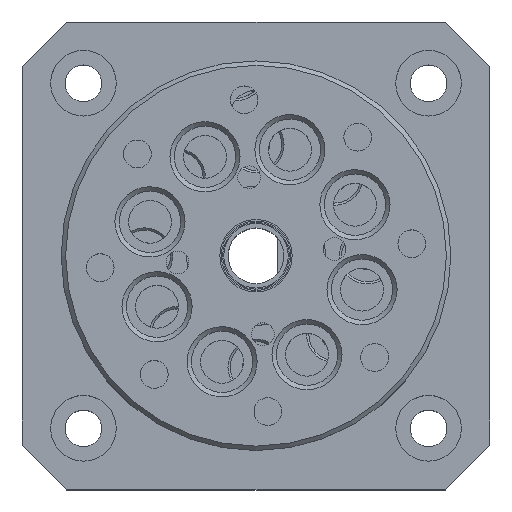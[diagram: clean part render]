
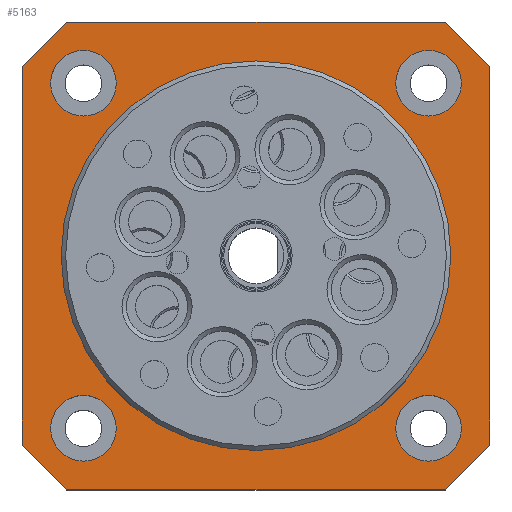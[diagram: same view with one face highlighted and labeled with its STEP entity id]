
A CAD part, top view. The second image highlights one B-rep face of the part: STEP entity #5163.
In plain terms, the highlighted planar face has unit normal (0, 0, 1).
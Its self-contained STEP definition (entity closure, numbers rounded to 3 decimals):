
#523=FACE_BOUND('',#1263,.T.);
#524=FACE_BOUND('',#1264,.T.);
#525=FACE_BOUND('',#1265,.T.);
#526=FACE_BOUND('',#1266,.T.);
#527=FACE_BOUND('',#1267,.T.);
#642=PLANE('',#5734);
#855=FACE_OUTER_BOUND('',#1262,.T.);
#1262=EDGE_LOOP('',(#4321,#4322,#4323,#4324,#4325,#4326,#4327,#4328));
#1263=EDGE_LOOP('',(#4329));
#1264=EDGE_LOOP('',(#4330));
#1265=EDGE_LOOP('',(#4331));
#1266=EDGE_LOOP('',(#4332));
#1267=EDGE_LOOP('',(#4333));
#1618=LINE('',#17660,#1924);
#1619=LINE('',#17662,#1925);
#1620=LINE('',#17664,#1926);
#1621=LINE('',#17666,#1927);
#1622=LINE('',#17668,#1928);
#1623=LINE('',#17670,#1929);
#1624=LINE('',#17672,#1930);
#1625=LINE('',#17673,#1931);
#1924=VECTOR('',#6751,10.);
#1925=VECTOR('',#6752,10.);
#1926=VECTOR('',#6753,10.);
#1927=VECTOR('',#6754,10.);
#1928=VECTOR('',#6755,10.);
#1929=VECTOR('',#6756,10.);
#1930=VECTOR('',#6757,10.);
#1931=VECTOR('',#6758,10.);
#2242=CIRCLE('',#5733,16.025);
#2243=CIRCLE('',#5735,2.95);
#2244=CIRCLE('',#5736,2.95);
#2245=CIRCLE('',#5737,2.95);
#2246=CIRCLE('',#5738,2.95);
#2618=VERTEX_POINT('',#17654);
#2619=VERTEX_POINT('',#17658);
#2620=VERTEX_POINT('',#17659);
#2621=VERTEX_POINT('',#17661);
#2622=VERTEX_POINT('',#17663);
#2623=VERTEX_POINT('',#17665);
#2624=VERTEX_POINT('',#17667);
#2625=VERTEX_POINT('',#17669);
#2626=VERTEX_POINT('',#17671);
#2627=VERTEX_POINT('',#17674);
#2628=VERTEX_POINT('',#17676);
#2629=VERTEX_POINT('',#17678);
#2630=VERTEX_POINT('',#17680);
#3216=EDGE_CURVE('',#2618,#2618,#2242,.T.);
#3218=EDGE_CURVE('',#2619,#2620,#1618,.T.);
#3219=EDGE_CURVE('',#2620,#2621,#1619,.T.);
#3220=EDGE_CURVE('',#2621,#2622,#1620,.T.);
#3221=EDGE_CURVE('',#2622,#2623,#1621,.T.);
#3222=EDGE_CURVE('',#2623,#2624,#1622,.T.);
#3223=EDGE_CURVE('',#2624,#2625,#1623,.T.);
#3224=EDGE_CURVE('',#2625,#2626,#1624,.T.);
#3225=EDGE_CURVE('',#2626,#2619,#1625,.T.);
#3226=EDGE_CURVE('',#2627,#2627,#2243,.T.);
#3227=EDGE_CURVE('',#2628,#2628,#2244,.T.);
#3228=EDGE_CURVE('',#2629,#2629,#2245,.T.);
#3229=EDGE_CURVE('',#2630,#2630,#2246,.T.);
#4321=ORIENTED_EDGE('',*,*,#3218,.T.);
#4322=ORIENTED_EDGE('',*,*,#3219,.T.);
#4323=ORIENTED_EDGE('',*,*,#3220,.T.);
#4324=ORIENTED_EDGE('',*,*,#3221,.T.);
#4325=ORIENTED_EDGE('',*,*,#3222,.T.);
#4326=ORIENTED_EDGE('',*,*,#3223,.T.);
#4327=ORIENTED_EDGE('',*,*,#3224,.T.);
#4328=ORIENTED_EDGE('',*,*,#3225,.T.);
#4329=ORIENTED_EDGE('',*,*,#3226,.T.);
#4330=ORIENTED_EDGE('',*,*,#3227,.T.);
#4331=ORIENTED_EDGE('',*,*,#3228,.T.);
#4332=ORIENTED_EDGE('',*,*,#3216,.T.);
#4333=ORIENTED_EDGE('',*,*,#3229,.T.);
#5163=ADVANCED_FACE('',(#855,#523,#524,#525,#526,#527),#642,.T.);
#5733=AXIS2_PLACEMENT_3D('',#17655,#6746,#6747);
#5734=AXIS2_PLACEMENT_3D('',#17657,#6749,#6750);
#5735=AXIS2_PLACEMENT_3D('',#17675,#6759,#6760);
#5736=AXIS2_PLACEMENT_3D('',#17677,#6761,#6762);
#5737=AXIS2_PLACEMENT_3D('',#17679,#6763,#6764);
#5738=AXIS2_PLACEMENT_3D('',#17681,#6765,#6766);
#6746=DIRECTION('center_axis',(0.,0.,-1.));
#6747=DIRECTION('ref_axis',(-1.,0.,0.));
#6749=DIRECTION('center_axis',(0.,0.,1.));
#6750=DIRECTION('ref_axis',(-1.,0.,0.));
#6751=DIRECTION('',(0.,1.,0.));
#6752=DIRECTION('',(-0.707,0.707,0.));
#6753=DIRECTION('',(-1.,0.,0.));
#6754=DIRECTION('',(-0.707,-0.707,0.));
#6755=DIRECTION('',(0.,-1.,0.));
#6756=DIRECTION('',(0.707,-0.707,0.));
#6757=DIRECTION('',(1.,0.,0.));
#6758=DIRECTION('',(0.707,0.707,0.));
#6759=DIRECTION('center_axis',(0.,0.,-1.));
#6760=DIRECTION('ref_axis',(-1.,0.,0.));
#6761=DIRECTION('center_axis',(0.,0.,-1.));
#6762=DIRECTION('ref_axis',(-1.,0.,0.));
#6763=DIRECTION('center_axis',(0.,0.,-1.));
#6764=DIRECTION('ref_axis',(-1.,0.,0.));
#6765=DIRECTION('center_axis',(0.,0.,-1.));
#6766=DIRECTION('ref_axis',(-1.,0.,0.));
#17654=CARTESIAN_POINT('',(4.072,1.933,158.251));
#17655=CARTESIAN_POINT('Origin',(-11.953,1.933,158.251));
#17657=CARTESIAN_POINT('Origin',(-11.953,1.933,158.251));
#17658=CARTESIAN_POINT('',(9.047,-15.067,158.251));
#17659=CARTESIAN_POINT('',(9.047,18.933,158.251));
#17660=CARTESIAN_POINT('',(9.047,-15.067,158.251));
#17661=CARTESIAN_POINT('',(5.047,22.933,158.251));
#17662=CARTESIAN_POINT('',(9.047,18.933,158.251));
#17663=CARTESIAN_POINT('',(-28.953,22.933,158.251));
#17664=CARTESIAN_POINT('',(5.047,22.933,158.251));
#17665=CARTESIAN_POINT('',(-32.953,18.933,158.251));
#17666=CARTESIAN_POINT('',(-28.953,22.933,158.251));
#17667=CARTESIAN_POINT('',(-32.953,-15.067,158.251));
#17668=CARTESIAN_POINT('',(-32.953,18.933,158.251));
#17669=CARTESIAN_POINT('',(-28.953,-19.067,158.251));
#17670=CARTESIAN_POINT('',(-32.953,-15.067,158.251));
#17671=CARTESIAN_POINT('',(5.047,-19.067,158.251));
#17672=CARTESIAN_POINT('',(-28.953,-19.067,158.251));
#17673=CARTESIAN_POINT('',(5.047,-19.067,158.251));
#17674=CARTESIAN_POINT('',(6.497,17.433,158.251));
#17675=CARTESIAN_POINT('Origin',(3.547,17.433,158.251));
#17676=CARTESIAN_POINT('',(6.497,-13.567,158.251));
#17677=CARTESIAN_POINT('Origin',(3.547,-13.567,158.251));
#17678=CARTESIAN_POINT('',(-24.503,17.433,158.251));
#17679=CARTESIAN_POINT('Origin',(-27.453,17.433,158.251));
#17680=CARTESIAN_POINT('',(-24.503,-13.567,158.251));
#17681=CARTESIAN_POINT('Origin',(-27.453,-13.567,158.251));
